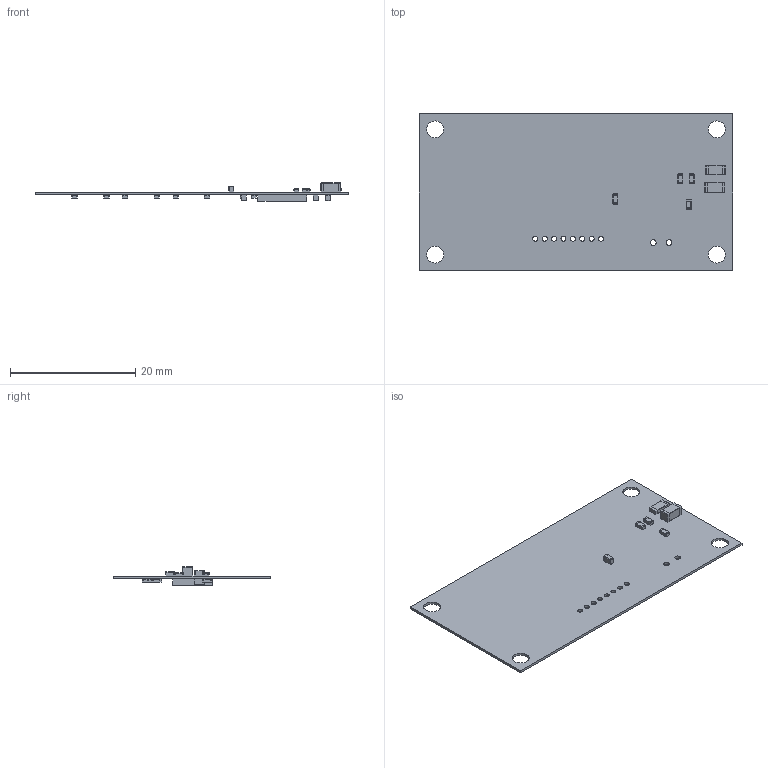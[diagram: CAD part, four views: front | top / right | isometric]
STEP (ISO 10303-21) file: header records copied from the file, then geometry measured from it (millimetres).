
FILE_DESCRIPTION(('Open CASCADE Model'),'2;1');
FILE_NAME('Open CASCADE Shape Model','2024-07-25T16:10:26',('Author'),( 'Open CASCADE'),'Open CASCADE STEP processor 7.5','Open CASCADE 7.5' ,'Unknown');
FILE_SCHEMA(('AUTOMOTIVE_DESIGN { 1 0 10303 214 1 1 1 1 }'));
Length unit declared in the file: millimetre
Products named in the file (43): PCB; Board; Open CASCADE STEP translator 7.5 2.1.1; R17; 8904522672; C2; 6714915152; R22; 6709285504; R20; U1; 9238244288; Extruded; R64; 9238253088; R16; R15; 6709287104; R14; R13; R12; R11; R10; R9; R8; R7; R6; R5; R4; R3; R2; R1; C75; 6807276912; C1; 6715381760; C32; 6715372480; FB12; 6807264032
Assembly tree (58 placements, depth 4):
  PCB
    Board
      Open CASCADE STEP translator 7.5 2.1.1
    R17
      8904522672
    C2
      6714915152
    R22
      6709285504
    R20
      6709285504
    U1
      9238244288
        Extruded
    R64
      9238253088
        Extruded
    R16
      6709285504
    R15
      6709287104
    R14
      6709285504
    R13
      6709287104
    R12
      6709287104
    R11
      9238253088
        Extruded
    R10
      6709285504
    R9
      6709285504
    R8
      6709287104
    R7
      6709287104
    R6
      6709285504
    R5
      6709285504
    R4
      6709287104
    R3
      6709285504
    R2
      6709287104
    R1
      6709285504
    C75
      6807276912
        Extruded
    C1
      6715381760
    C32
      6715372480
    FB12
      6807264032
        Extruded
Bounding box: 50 x 25 x 2.93 mm (x, y, z)
Volume: 581.7 mm3; surface area: 2819.5 mm2
Topology: 27 solids, 27 shells, 932 faces, 1962 edges, 916 vertices
Faces by surface type: cylinder 434, plane 330, sphere 168
Full cylindrical faces by diameter (mm): 0.8 x8, 0.9 x2, 2.7 x4
Entity records: 10124 total; most frequent: DIRECTION 1512, CARTESIAN_POINT 1245, ORIENTED_EDGE 1164, EDGE_CURVE 582, AXIS2_PLACEMENT_3D 575, LINE 362, VECTOR 362, FACE_BOUND 324
